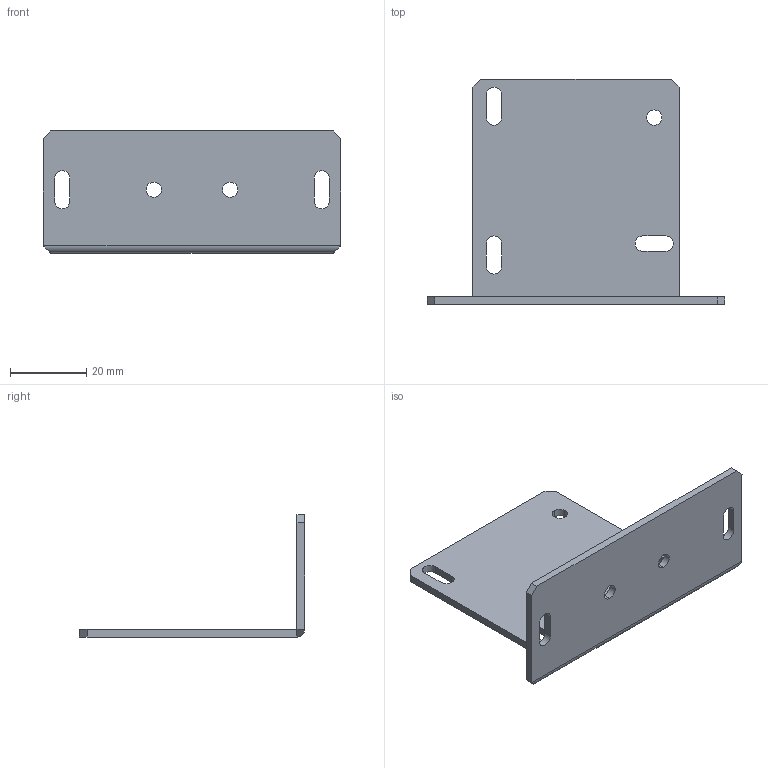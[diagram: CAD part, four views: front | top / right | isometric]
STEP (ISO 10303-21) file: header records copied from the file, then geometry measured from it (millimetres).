
FILE_DESCRIPTION(/* description */ ('VariCAD 2015-1.09 AP-214'),/* implementation_level */ '2;1');
FILE_NAME(/* name */ 'TMAX-B.stp',/* time_stamp */ '2015-05-22T17:34:12+09:00',/* author */ (''),/* organization */ (''),/* preprocessor_version */ 'ST-DEVELOPER v14',/* originating_system */ 'VariCAD 2015-1.09; kernel version (20130303)',/* authorisation */ '');
FILE_SCHEMA (('AUTOMOTIVE_DESIGN'));
Length unit declared in the file: millimetre
Products named in the file (2): TMAX-B
Assembly tree (1 placements, depth 2):
  TMAX-B
    TMAX-B
Bounding box: 78 x 59 x 32 mm (x, y, z)
Volume: 10618.6 mm3; surface area: 11592.6 mm2
Topology: 1 solids, 1 shells, 45 faces, 122 edges, 79 vertices
Faces by surface type: plane 28, cylinder 17
Entity records: 1516 total; most frequent: CARTESIAN_POINT 272, DIRECTION 250, ORIENTED_EDGE 244, EDGE_CURVE 122, LINE 88, VECTOR 88, AXIS2_PLACEMENT_3D 81, VERTEX_POINT 79
